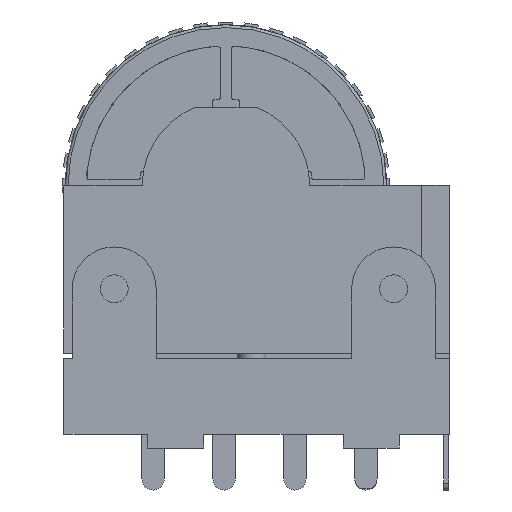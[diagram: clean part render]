
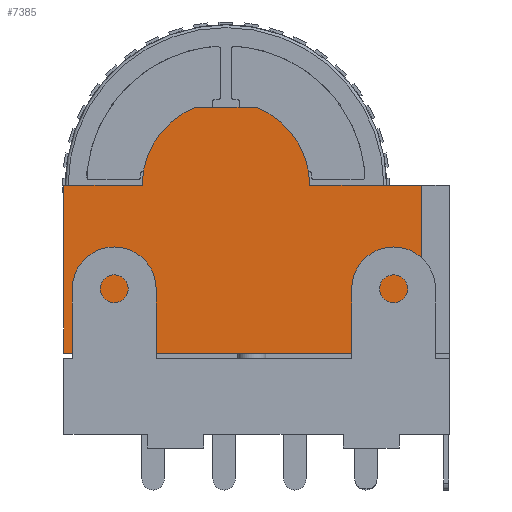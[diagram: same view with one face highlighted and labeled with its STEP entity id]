
A CAD part, front view. The second image highlights one B-rep face of the part: STEP entity #7385.
In plain terms, the highlighted face is planar.
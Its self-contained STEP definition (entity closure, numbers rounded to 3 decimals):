
#437=CIRCLE('',#8140,3.);
#438=CIRCLE('',#8143,3.);
#819=FACE_OUTER_BOUND('',#1284,.T.);
#1284=EDGE_LOOP('',(#6489,#6490,#6491,#6492,#6493,#6494,#6495,#6496));
#2034=LINE('',#12177,#2837);
#2042=LINE('',#12193,#2845);
#2049=LINE('',#12207,#2852);
#2065=LINE('',#12255,#2868);
#2068=LINE('',#12262,#2871);
#2069=LINE('',#12263,#2872);
#2837=VECTOR('',#10020,12.8);
#2845=VECTOR('',#10036,6.);
#2852=VECTOR('',#10045,4.);
#2868=VECTOR('',#10095,2.154);
#2871=VECTOR('',#10104,6.);
#2872=VECTOR('',#10105,2.8);
#3532=VERTEX_POINT('',#12167);
#3536=VERTEX_POINT('',#12175);
#3540=VERTEX_POINT('',#12192);
#3545=VERTEX_POINT('',#12204);
#3546=VERTEX_POINT('',#12206);
#3560=VERTEX_POINT('',#12250);
#3561=VERTEX_POINT('',#12254);
#3562=VERTEX_POINT('',#12258);
#4512=EDGE_CURVE('',#3532,#3536,#2034,.T.);
#4520=EDGE_CURVE('',#3540,#3532,#2042,.T.);
#4527=EDGE_CURVE('',#3545,#3546,#2049,.T.);
#4549=EDGE_CURVE('',#3545,#3560,#437,.T.);
#4551=EDGE_CURVE('',#3560,#3561,#2065,.T.);
#4553=EDGE_CURVE('',#3561,#3562,#438,.T.);
#4555=EDGE_CURVE('',#3546,#3536,#2068,.T.);
#4556=EDGE_CURVE('',#3540,#3562,#2069,.T.);
#6489=ORIENTED_EDGE('',*,*,#4512,.T.);
#6490=ORIENTED_EDGE('',*,*,#4555,.F.);
#6491=ORIENTED_EDGE('',*,*,#4527,.F.);
#6492=ORIENTED_EDGE('',*,*,#4549,.T.);
#6493=ORIENTED_EDGE('',*,*,#4551,.T.);
#6494=ORIENTED_EDGE('',*,*,#4553,.T.);
#6495=ORIENTED_EDGE('',*,*,#4556,.F.);
#6496=ORIENTED_EDGE('',*,*,#4520,.T.);
#6988=PLANE('',#8144);
#7385=ADVANCED_FACE('',(#819),#6988,.F.);
#8140=AXIS2_PLACEMENT_3D('',#12251,#10090,#10091);
#8143=AXIS2_PLACEMENT_3D('',#12259,#10099,#10100);
#8144=AXIS2_PLACEMENT_3D('',#12261,#10102,#10103);
#10020=DIRECTION('',(1.,0.,0.));
#10036=DIRECTION('',(0.,-1.,0.));
#10045=DIRECTION('',(1.,0.,0.));
#10090=DIRECTION('center_axis',(0.,0.,1.));
#10091=DIRECTION('ref_axis',(-1.,0.,0.));
#10095=DIRECTION('',(-1.,0.,0.));
#10099=DIRECTION('center_axis',(0.,0.,1.));
#10100=DIRECTION('ref_axis',(-1.,0.,0.));
#10102=DIRECTION('center_axis',(0.,0.,-1.));
#10103=DIRECTION('ref_axis',(-1.,0.,0.));
#10104=DIRECTION('',(0.,-1.,0.));
#10105=DIRECTION('',(1.,0.,0.));
#12167=CARTESIAN_POINT('',(0.,1.4,-0.75));
#12175=CARTESIAN_POINT('',(12.8,1.4,-0.75));
#12177=CARTESIAN_POINT('',(0.,1.4,-0.75));
#12192=CARTESIAN_POINT('',(0.,7.4,-0.75));
#12193=CARTESIAN_POINT('',(0.,7.4,-0.75));
#12204=CARTESIAN_POINT('',(8.8,7.4,-0.75));
#12206=CARTESIAN_POINT('',(12.8,7.4,-0.75));
#12207=CARTESIAN_POINT('',(8.8,7.4,-0.75));
#12250=CARTESIAN_POINT('',(6.877,10.2,-0.75));
#12251=CARTESIAN_POINT('Origin',(5.8,7.4,-0.75));
#12254=CARTESIAN_POINT('',(4.723,10.2,-0.75));
#12255=CARTESIAN_POINT('',(6.877,10.2,-0.75));
#12258=CARTESIAN_POINT('',(2.8,7.4,-0.75));
#12259=CARTESIAN_POINT('Origin',(5.8,7.4,-0.75));
#12261=CARTESIAN_POINT('Origin',(12.8,7.4,-0.75));
#12262=CARTESIAN_POINT('',(12.8,7.4,-0.75));
#12263=CARTESIAN_POINT('',(0.,7.4,-0.75));
